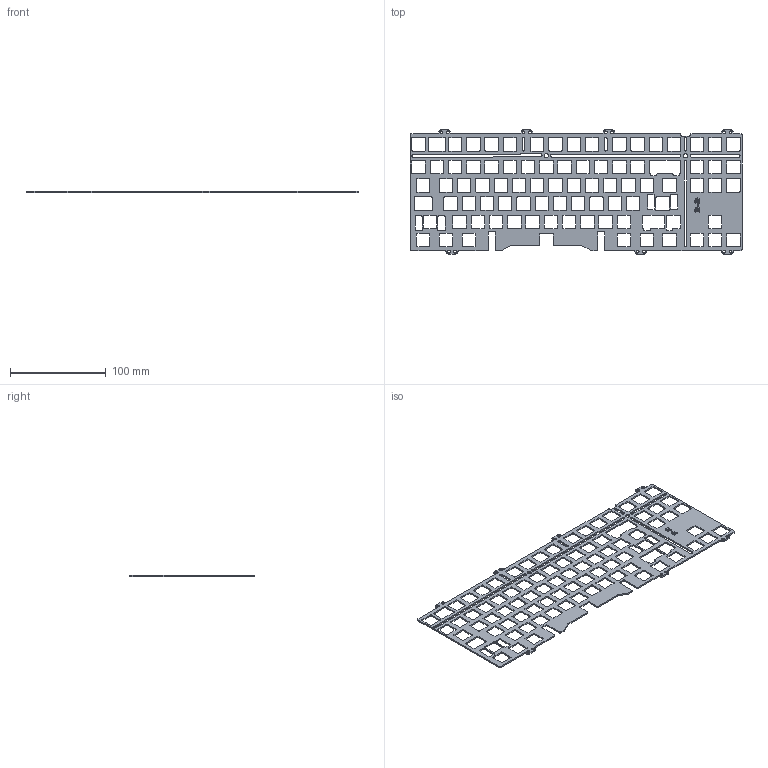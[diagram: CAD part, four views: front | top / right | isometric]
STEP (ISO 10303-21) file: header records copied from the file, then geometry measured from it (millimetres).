
FILE_DESCRIPTION(/* description */ (''),/* implementation_level */ '2;1');
FILE_NAME(/* name */ 'plate.step',/* time_stamp */ '2024-01-27T19:31:42Z',/* author */ (''),/* organization */ (''),/* preprocessor_version */ 'ST-DEVELOPER v20',/* originating_system */ 'Autodesk Translation Framework v12.14.0.127',/* authorisation */ '');
FILE_SCHEMA (('AUTOMOTIVE_DESIGN { 1 0 10303 214 3 1 1 }'));
Length unit declared in the file: millimetre
Products named in the file (2): (Unsaved); Plate
Assembly tree (1 placements, depth 2):
  (Unsaved)
    Plate
Bounding box: 346.61 x 130.01 x 1.5 mm (x, y, z)
Volume: 33105.8 mm3; surface area: 55118.1 mm2
Topology: 1 solids, 1 shells, 930 faces, 2784 edges, 1856 vertices
Faces by surface type: cylinder 484, plane 446
Full cylindrical faces by diameter (mm): 3 x14, 4.5 x2
Entity records: 32152 total; most frequent: DIRECTION 5618, CARTESIAN_POINT 5573, ORIENTED_EDGE 5568, EDGE_CURVE 2784, AXIS2_PLACEMENT_3D 1901, VERTEX_POINT 1856, LINE 1816, VECTOR 1816
